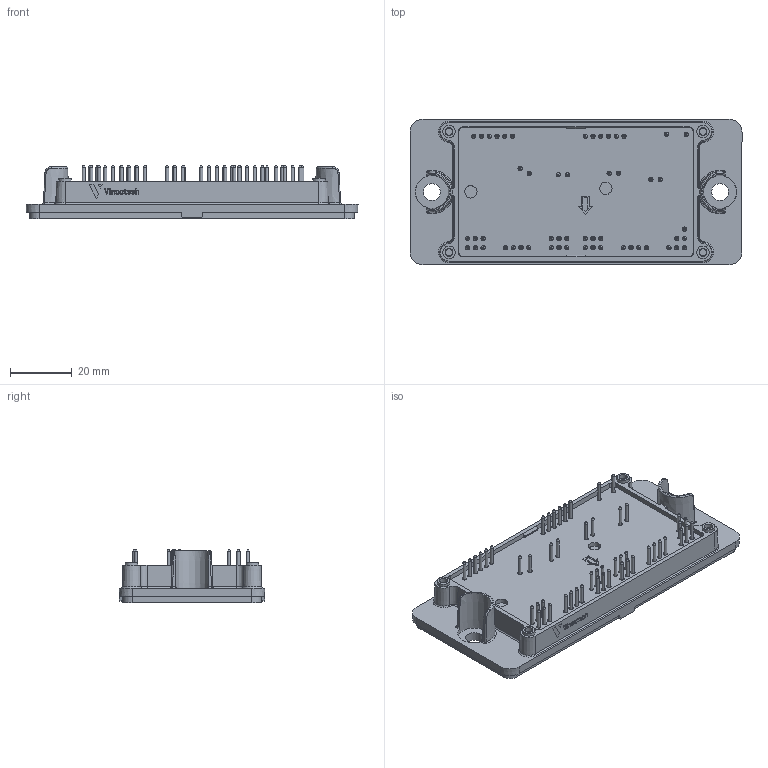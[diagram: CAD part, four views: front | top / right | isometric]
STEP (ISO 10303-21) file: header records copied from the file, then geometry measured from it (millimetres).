
FILE_DESCRIPTION(/* description */ ('Unknown'),/* implementation_level */ '2;1');
FILE_NAME(/* name */ 'Flow2-4T13W-LE00(540)-03-OL',/* time_stamp */ '2018-01-31T13:54:10+01:00',/* author */ ('Unknown'),/* organization */ ('Unknown'),/* preprocessor_version */ 'ST-DEVELOPER v16.7',/* originating_system */ 'DEX',/* authorisation */ $);
FILE_SCHEMA (('AUTOMOTIVE_DESIGN {1 0 10303 214 3 1 1}'));
Length unit declared in the file: millimetre
Products named in the file (1): Flow2-4T13W-LE00-03-OL
Bounding box: 107.2 x 47 x 17.18 mm (x, y, z)
Volume: 44261 mm3; surface area: 21885.3 mm2
Topology: 13 solids, 15 shells, 1572 faces, 3641 edges, 2224 vertices
Faces by surface type: plane 641, cone 362, bspline 341, cylinder 212, torus 16
Full cylindrical faces by diameter (mm): 1 x54, 1.4 x54, 2.25 x4, 2.4 x54, 2.55 x4, 2.95 x2, 3 x4, 4 x2, 5.5 x2
Entity records: 63098 total; most frequent: CARTESIAN_POINT 22434, ORIENTED_EDGE 6424, DIRECTION 5354, EDGE_CURVE 3212, VERTEX_POINT 2102, AXIS2_PLACEMENT_3D 2080, EDGE_LOOP 2044, FACE_BOUND 2044
